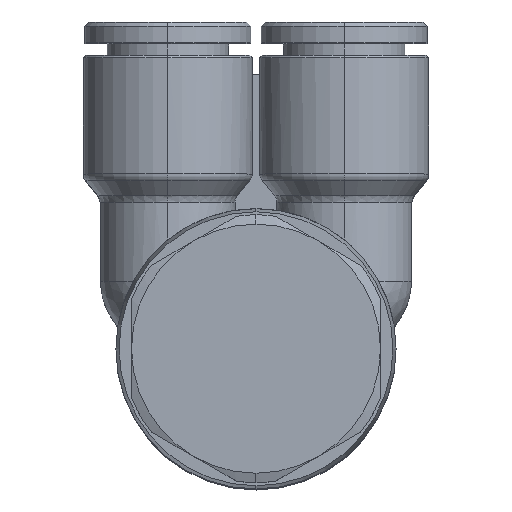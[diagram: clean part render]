
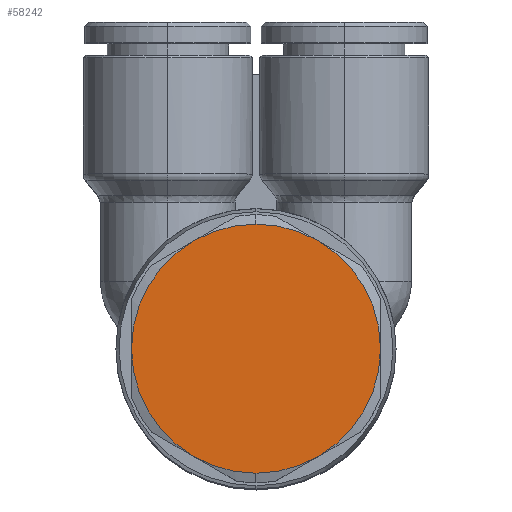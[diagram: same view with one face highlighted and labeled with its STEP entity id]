
A CAD part, top view. The second image highlights one B-rep face of the part: STEP entity #58242.
In plain terms, the highlighted planar face has unit normal (0, 0, 1).
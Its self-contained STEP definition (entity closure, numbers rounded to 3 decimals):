
#2130=CARTESIAN_POINT('',(-4.5,8.5,16.0));
#2131=VERTEX_POINT('',#2130);
#2139=CARTESIAN_POINT('',(-2.892,2.5,16.));
#2140=VERTEX_POINT('',#2139);
#2154=CARTESIAN_POINT('',(7.5,8.5,16.));
#2155=DIRECTION('',(0.0,0.0,1.0));
#2156=DIRECTION('',(-1.0,0.0,0.0));
#2157=AXIS2_PLACEMENT_3D('',#2154,#2155,#2156);
#2158=CIRCLE('',#2157,12.);
#2159=EDGE_CURVE('',#2131,#2140,#2158,.T.);
#2169=CARTESIAN_POINT('',(19.5,8.5,16.));
#2170=VERTEX_POINT('',#2169);
#2177=CARTESIAN_POINT('',(17.892,2.5,16.));
#2178=VERTEX_POINT('',#2177);
#2179=CARTESIAN_POINT('',(7.5,8.5,16.));
#2180=DIRECTION('',(0.0,0.0,1.0));
#2181=DIRECTION('',(-1.0,0.0,0.0));
#2182=AXIS2_PLACEMENT_3D('',#2179,#2180,#2181);
#2183=CIRCLE('',#2182,12.);
#2184=EDGE_CURVE('',#2178,#2170,#2183,.T.);
#57572=CARTESIAN_POINT('',(7.5,-3.5,16.));
#57573=VERTEX_POINT('',#57572);
#57609=CARTESIAN_POINT('',(7.5,8.5,16.));
#57610=DIRECTION('',(0.0,0.0,1.0));
#57611=DIRECTION('',(-1.0,0.0,0.0));
#57612=AXIS2_PLACEMENT_3D('',#57609,#57610,#57611);
#57613=CIRCLE('',#57612,12.);
#57614=EDGE_CURVE('',#57573,#2178,#57613,.T.);
#57661=CARTESIAN_POINT('',(7.5,8.5,16.));
#57662=DIRECTION('',(0.0,0.0,1.0));
#57663=DIRECTION('',(-1.0,0.0,0.0));
#57664=AXIS2_PLACEMENT_3D('',#57661,#57662,#57663);
#57665=CIRCLE('',#57664,12.);
#57666=EDGE_CURVE('',#2140,#57573,#57665,.T.);
#57686=CARTESIAN_POINT('',(17.892,14.5,16.));
#57687=VERTEX_POINT('',#57686);
#57701=CARTESIAN_POINT('',(7.5,8.5,16.));
#57702=DIRECTION('',(0.0,0.0,1.0));
#57703=DIRECTION('',(-1.0,0.0,0.0));
#57704=AXIS2_PLACEMENT_3D('',#57701,#57702,#57703);
#57705=CIRCLE('',#57704,12.);
#57706=EDGE_CURVE('',#2170,#57687,#57705,.T.);
#57740=CARTESIAN_POINT('',(7.5,20.5,16.));
#57741=VERTEX_POINT('',#57740);
#57755=CARTESIAN_POINT('',(7.5,8.5,16.));
#57756=DIRECTION('',(0.0,0.0,1.0));
#57757=DIRECTION('',(-1.0,0.0,0.0));
#57758=AXIS2_PLACEMENT_3D('',#57755,#57756,#57757);
#57759=CIRCLE('',#57758,12.);
#57760=EDGE_CURVE('',#57687,#57741,#57759,.T.);
#57770=CARTESIAN_POINT('',(-2.892,14.5,16.));
#57771=VERTEX_POINT('',#57770);
#57787=CARTESIAN_POINT('',(7.5,8.5,16.));
#57788=DIRECTION('',(0.0,0.0,1.0));
#57789=DIRECTION('',(-1.0,0.0,0.0));
#57790=AXIS2_PLACEMENT_3D('',#57787,#57788,#57789);
#57791=CIRCLE('',#57790,12.);
#57792=EDGE_CURVE('',#57741,#57771,#57791,.T.);
#57825=CARTESIAN_POINT('',(7.5,8.5,16.));
#57826=DIRECTION('',(0.0,0.0,1.0));
#57827=DIRECTION('',(-1.0,0.0,0.0));
#57828=AXIS2_PLACEMENT_3D('',#57825,#57826,#57827);
#57829=CIRCLE('',#57828,12.);
#57830=EDGE_CURVE('',#57771,#2131,#57829,.T.);
#58227=CARTESIAN_POINT('',(2.05,8.5,16.));
#58228=DIRECTION('',(0.0,0.0,1.0));
#58229=DIRECTION('',(-1.0,0.0,0.0));
#58230=AXIS2_PLACEMENT_3D('',#58227,#58228,#58229);
#58231=PLANE('',#58230);
#58232=ORIENTED_EDGE('',*,*,#2184,.T.);
#58233=ORIENTED_EDGE('',*,*,#57706,.T.);
#58234=ORIENTED_EDGE('',*,*,#57760,.T.);
#58235=ORIENTED_EDGE('',*,*,#57792,.T.);
#58236=ORIENTED_EDGE('',*,*,#57830,.T.);
#58237=ORIENTED_EDGE('',*,*,#2159,.T.);
#58238=ORIENTED_EDGE('',*,*,#57666,.T.);
#58239=ORIENTED_EDGE('',*,*,#57614,.T.);
#58240=EDGE_LOOP('',(#58232,#58233,#58234,#58235,#58236,#58237,#58238,#58239));
#58241=FACE_OUTER_BOUND('',#58240,.T.);
#58242=ADVANCED_FACE('',(#58241),#58231,.T.);
